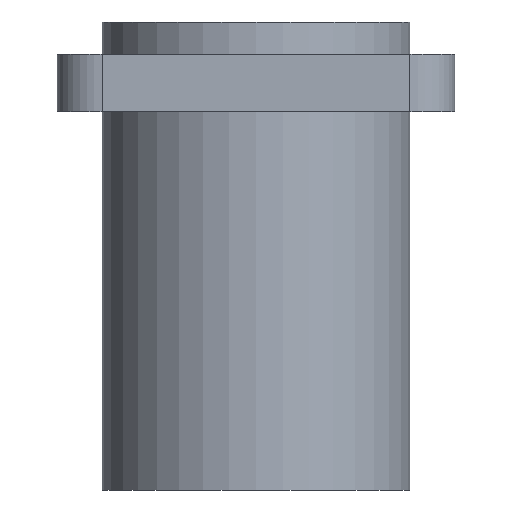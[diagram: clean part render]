
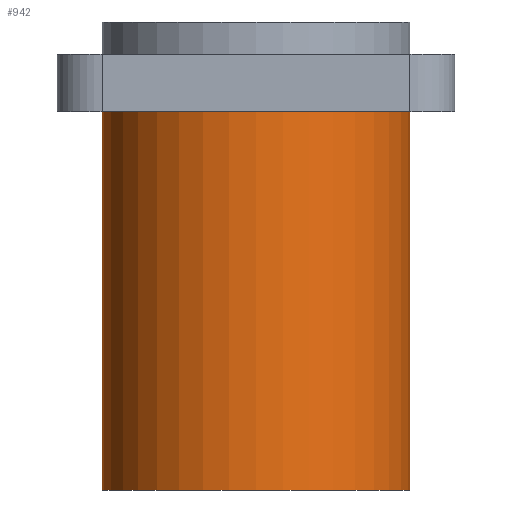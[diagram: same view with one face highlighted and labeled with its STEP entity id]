
A CAD part, left-side view. The second image highlights one B-rep face of the part: STEP entity #942.
In plain terms, the highlighted cylindrical face has radius 12 mm (diameter 24 mm), a partial arc.
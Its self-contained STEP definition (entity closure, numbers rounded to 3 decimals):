
#256=DIRECTION('',(0.,0.,1.));
#257=VECTOR('',#256,29.5);
#258=CARTESIAN_POINT('',(0.,12.,-29.5));
#259=LINE('',#258,#257);
#260=DIRECTION('',(0.,0.,1.));
#261=VECTOR('',#260,29.5);
#262=CARTESIAN_POINT('',(0.,-12.,-29.5));
#263=LINE('',#262,#261);
#264=CARTESIAN_POINT('',(0.,0.,-29.5));
#265=DIRECTION('',(0.,0.,1.));
#266=DIRECTION('',(0.,1.,0.));
#267=AXIS2_PLACEMENT_3D('',#264,#265,#266);
#279=CARTESIAN_POINT('',(0.,0.,0.));
#280=DIRECTION('',(0.,0.,1.));
#281=DIRECTION('',(0.,1.,0.));
#282=AXIS2_PLACEMENT_3D('',#279,#280,#281);
#740=CARTESIAN_POINT('',(0.,12.,-29.5));
#741=CARTESIAN_POINT('',(0.,12.,0.));
#742=VERTEX_POINT('',#740);
#743=VERTEX_POINT('',#741);
#756=CARTESIAN_POINT('',(0.,-12.,-29.5));
#757=CARTESIAN_POINT('',(0.,-12.,0.));
#758=VERTEX_POINT('',#756);
#759=VERTEX_POINT('',#757);
#928=CARTESIAN_POINT('',(0.,0.,8.825));
#929=DIRECTION('',(0.,0.,-1.));
#930=DIRECTION('',(0.,-1.,0.));
#931=AXIS2_PLACEMENT_3D('',#928,#929,#930);
#932=CYLINDRICAL_SURFACE('',#931,12.);
#934=ORIENTED_EDGE('',*,*,#933,.T.);
#936=ORIENTED_EDGE('',*,*,#935,.T.);
#938=ORIENTED_EDGE('',*,*,#937,.F.);
#939=ORIENTED_EDGE('',*,*,#897,.F.);
#940=EDGE_LOOP('',(#934,#936,#938,#939));
#941=FACE_OUTER_BOUND('',#940,.F.);
#268=CIRCLE('',#267,12.);
#283=CIRCLE('',#282,12.);
#897=EDGE_CURVE('',#742,#758,#268,.T.);
#933=EDGE_CURVE('',#742,#743,#259,.T.);
#935=EDGE_CURVE('',#743,#759,#283,.T.);
#937=EDGE_CURVE('',#758,#759,#263,.T.);
#942=ADVANCED_FACE('',(#941),#932,.T.);
